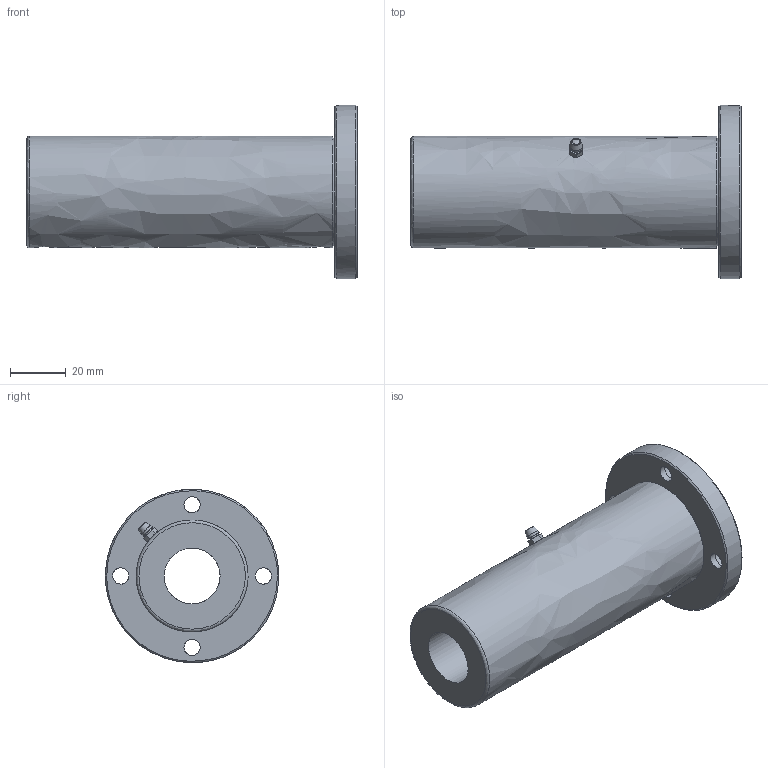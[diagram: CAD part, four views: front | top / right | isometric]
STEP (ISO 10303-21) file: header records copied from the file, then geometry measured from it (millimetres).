
FILE_DESCRIPTION ((), '1');
FILE_NAME ('FS92-320.stp', '2020-10-07T10:48:45', ('Unknown'), ('Unknown'), 'HarmonyWare STEP v2.0.5', 'Vectorworks', '');
FILE_SCHEMA (('CONFIG_CONTROL_DESIGN'));
Length unit declared in the file: millimetre
Products named in the file (1): NONE
Bounding box: 118 x 61.94 x 62 mm (x, y, z)
Volume: 123941.9 mm3; surface area: 29040.4 mm2
Topology: 1 solids, 1 shells, 40 faces, 134 edges, 103 vertices
Faces by surface type: bspline 40
Entity records: 2914 total; most frequent: CARTESIAN_POINT 2078, ORIENTED_EDGE 268, EDGE_CURVE 134, VERTEX_POINT 103, B_SPLINE_CURVE_WITH_KNOTS 66, EDGE_LOOP 57, FACE_OUTER_BOUND 40, ADVANCED_FACE 40
